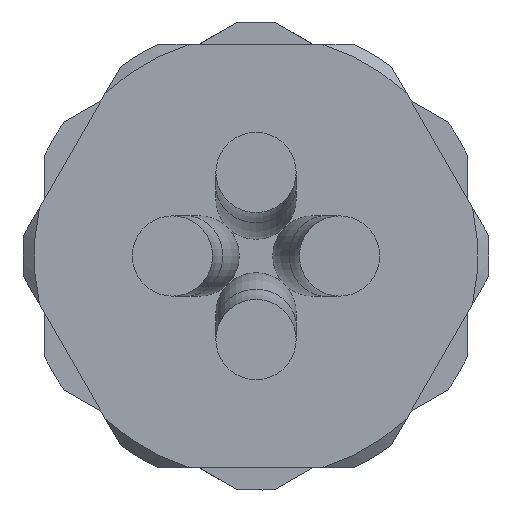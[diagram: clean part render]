
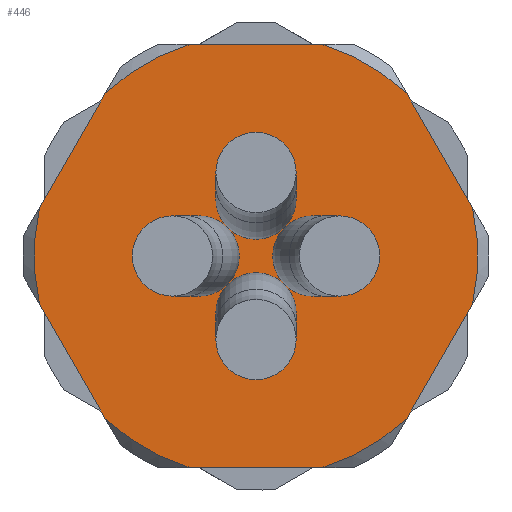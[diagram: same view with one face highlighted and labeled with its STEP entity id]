
A CAD part, front view. The second image highlights one B-rep face of the part: STEP entity #446.
In plain terms, the highlighted planar face has unit normal (0, -1, 0).
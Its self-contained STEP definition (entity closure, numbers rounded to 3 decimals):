
#84=PLANE('',#3246);
#346=FACE_BOUND('',#828,.T.);
#347=FACE_BOUND('',#829,.T.);
#348=FACE_BOUND('',#830,.T.);
#349=FACE_BOUND('',#831,.T.);
#350=FACE_BOUND('',#832,.T.);
#446=ADVANCED_FACE('',(#346,#347,#348,#349,#350),#84,.T.);
#828=EDGE_LOOP('',(#1507,#1508,#1509,#1510,#1511,#1512,#1513,#1514,#1515,
#1516,#1517,#1518));
#829=EDGE_LOOP('',(#1519));
#830=EDGE_LOOP('',(#1520));
#831=EDGE_LOOP('',(#1521));
#832=EDGE_LOOP('',(#1522));
#1063=LINE('',#4367,#1240);
#1065=LINE('',#4390,#1242);
#1067=LINE('',#4413,#1244);
#1069=LINE('',#4436,#1246);
#1071=LINE('',#4459,#1248);
#1073=LINE('',#4482,#1250);
#1240=VECTOR('',#3563,1.);
#1242=VECTOR('',#3567,1.);
#1244=VECTOR('',#3571,1.);
#1246=VECTOR('',#3575,1.);
#1248=VECTOR('',#3579,1.);
#1250=VECTOR('',#3583,1.);
#1507=ORIENTED_EDGE('',*,*,#2700,.F.);
#1508=ORIENTED_EDGE('',*,*,#2699,.F.);
#1509=ORIENTED_EDGE('',*,*,#2701,.F.);
#1510=ORIENTED_EDGE('',*,*,#2669,.F.);
#1511=ORIENTED_EDGE('',*,*,#2702,.F.);
#1512=ORIENTED_EDGE('',*,*,#2675,.F.);
#1513=ORIENTED_EDGE('',*,*,#2703,.F.);
#1514=ORIENTED_EDGE('',*,*,#2681,.F.);
#1515=ORIENTED_EDGE('',*,*,#2704,.F.);
#1516=ORIENTED_EDGE('',*,*,#2687,.F.);
#1517=ORIENTED_EDGE('',*,*,#2705,.F.);
#1518=ORIENTED_EDGE('',*,*,#2693,.F.);
#1519=ORIENTED_EDGE('',*,*,#2706,.T.);
#1520=ORIENTED_EDGE('',*,*,#2707,.T.);
#1521=ORIENTED_EDGE('',*,*,#2708,.T.);
#1522=ORIENTED_EDGE('',*,*,#2709,.T.);
#2357=VERTEX_POINT('',#4350);
#2360=VERTEX_POINT('',#4366);
#2361=VERTEX_POINT('',#4373);
#2364=VERTEX_POINT('',#4389);
#2365=VERTEX_POINT('',#4396);
#2368=VERTEX_POINT('',#4412);
#2369=VERTEX_POINT('',#4419);
#2372=VERTEX_POINT('',#4435);
#2373=VERTEX_POINT('',#4442);
#2376=VERTEX_POINT('',#4458);
#2377=VERTEX_POINT('',#4465);
#2380=VERTEX_POINT('',#4481);
#2381=VERTEX_POINT('',#4491);
#2382=VERTEX_POINT('',#4493);
#2383=VERTEX_POINT('',#4495);
#2384=VERTEX_POINT('',#4497);
#2669=EDGE_CURVE('',#2360,#2357,#1063,.T.);
#2675=EDGE_CURVE('',#2364,#2361,#1065,.T.);
#2681=EDGE_CURVE('',#2368,#2365,#1067,.T.);
#2687=EDGE_CURVE('',#2372,#2369,#1069,.T.);
#2693=EDGE_CURVE('',#2376,#2373,#1071,.T.);
#2699=EDGE_CURVE('',#2380,#2377,#1073,.T.);
#2700=EDGE_CURVE('',#2377,#2376,#3097,.T.);
#2701=EDGE_CURVE('',#2357,#2380,#3098,.T.);
#2702=EDGE_CURVE('',#2361,#2360,#3099,.T.);
#2703=EDGE_CURVE('',#2365,#2364,#3100,.T.);
#2704=EDGE_CURVE('',#2369,#2368,#3101,.T.);
#2705=EDGE_CURVE('',#2373,#2372,#3102,.T.);
#2706=EDGE_CURVE('',#2381,#2381,#3103,.T.);
#2707=EDGE_CURVE('',#2382,#2382,#3104,.T.);
#2708=EDGE_CURVE('',#2383,#2383,#3105,.T.);
#2709=EDGE_CURVE('',#2384,#2384,#3106,.T.);
#3097=CIRCLE('',#3236,9.95);
#3098=CIRCLE('',#3237,9.95);
#3099=CIRCLE('',#3238,9.95);
#3100=CIRCLE('',#3239,9.95);
#3101=CIRCLE('',#3240,9.95);
#3102=CIRCLE('',#3241,9.95);
#3103=CIRCLE('',#3242,1.8);
#3104=CIRCLE('',#3243,1.8);
#3105=CIRCLE('',#3244,1.8);
#3106=CIRCLE('',#3245,1.8);
#3236=AXIS2_PLACEMENT_3D('',#4484,#3586,#3587);
#3237=AXIS2_PLACEMENT_3D('',#4485,#3588,#3589);
#3238=AXIS2_PLACEMENT_3D('',#4486,#3590,#3591);
#3239=AXIS2_PLACEMENT_3D('',#4487,#3592,#3593);
#3240=AXIS2_PLACEMENT_3D('',#4488,#3594,#3595);
#3241=AXIS2_PLACEMENT_3D('',#4489,#3596,#3597);
#3242=AXIS2_PLACEMENT_3D('',#4490,#3598,#3599);
#3243=AXIS2_PLACEMENT_3D('',#4492,#3600,#3601);
#3244=AXIS2_PLACEMENT_3D('',#4494,#3602,#3603);
#3245=AXIS2_PLACEMENT_3D('',#4496,#3604,#3605);
#3246=AXIS2_PLACEMENT_3D('',#4498,#3606,#3607);
#3563=DIRECTION('',(-0.5,0.,-0.866));
#3567=DIRECTION('',(0.5,0.,-0.866));
#3571=DIRECTION('',(1.,0.,0.));
#3575=DIRECTION('',(0.5,0.,0.866));
#3579=DIRECTION('',(-0.5,0.,0.866));
#3583=DIRECTION('',(-1.,0.,0.));
#3586=DIRECTION('',(0.,1.,0.));
#3587=DIRECTION('',(0.,0.,-1.));
#3588=DIRECTION('',(0.,1.,0.));
#3589=DIRECTION('',(0.,0.,-1.));
#3590=DIRECTION('',(0.,1.,0.));
#3591=DIRECTION('',(0.,0.,-1.));
#3592=DIRECTION('',(0.,1.,0.));
#3593=DIRECTION('',(0.,0.,-1.));
#3594=DIRECTION('',(0.,1.,0.));
#3595=DIRECTION('',(0.,0.,-1.));
#3596=DIRECTION('',(0.,1.,0.));
#3597=DIRECTION('',(0.,0.,-1.));
#3598=DIRECTION('',(0.,1.,0.));
#3599=DIRECTION('',(0.,0.,-1.));
#3600=DIRECTION('',(0.,1.,0.));
#3601=DIRECTION('',(0.,0.,-1.));
#3602=DIRECTION('',(0.,1.,0.));
#3603=DIRECTION('',(0.,0.,-1.));
#3604=DIRECTION('',(0.,1.,0.));
#3605=DIRECTION('',(0.,0.,-1.));
#3606=DIRECTION('',(0.,-1.,0.));
#3607=DIRECTION('',(0.,0.,-1.));
#4350=CARTESIAN_POINT('',(56.748,44.05,-7.312));
#4366=CARTESIAN_POINT('',(59.706,44.05,-2.188));
#4367=CARTESIAN_POINT('',(60.97,44.05,0.));
#4373=CARTESIAN_POINT('',(59.706,44.05,2.188));
#4389=CARTESIAN_POINT('',(56.748,44.05,7.312));
#4390=CARTESIAN_POINT('',(55.485,44.05,9.5));
#4396=CARTESIAN_POINT('',(52.958,44.05,9.5));
#4412=CARTESIAN_POINT('',(47.042,44.05,9.5));
#4413=CARTESIAN_POINT('',(44.515,44.05,9.5));
#4419=CARTESIAN_POINT('',(43.252,44.05,7.312));
#4435=CARTESIAN_POINT('',(40.294,44.05,2.188));
#4436=CARTESIAN_POINT('',(39.03,44.05,0.));
#4442=CARTESIAN_POINT('',(40.294,44.05,-2.188));
#4458=CARTESIAN_POINT('',(43.252,44.05,-7.312));
#4459=CARTESIAN_POINT('',(44.515,44.05,-9.5));
#4465=CARTESIAN_POINT('',(47.042,44.05,-9.5));
#4481=CARTESIAN_POINT('',(52.958,44.05,-9.5));
#4482=CARTESIAN_POINT('',(55.485,44.05,-9.5));
#4484=CARTESIAN_POINT('',(50.,44.05,0.));
#4485=CARTESIAN_POINT('',(50.,44.05,0.));
#4486=CARTESIAN_POINT('',(50.,44.05,0.));
#4487=CARTESIAN_POINT('',(50.,44.05,0.));
#4488=CARTESIAN_POINT('',(50.,44.05,0.));
#4489=CARTESIAN_POINT('',(50.,44.05,0.));
#4490=CARTESIAN_POINT('',(47.45,44.05,0.));
#4491=CARTESIAN_POINT('',(47.45,44.05,-1.8));
#4492=CARTESIAN_POINT('',(50.,44.05,-2.55));
#4493=CARTESIAN_POINT('',(50.,44.05,-4.35));
#4494=CARTESIAN_POINT('',(52.55,44.05,0.));
#4495=CARTESIAN_POINT('',(52.55,44.05,-1.8));
#4496=CARTESIAN_POINT('',(50.,44.05,2.55));
#4497=CARTESIAN_POINT('',(50.,44.05,0.75));
#4498=CARTESIAN_POINT('',(50.,44.05,0.));
